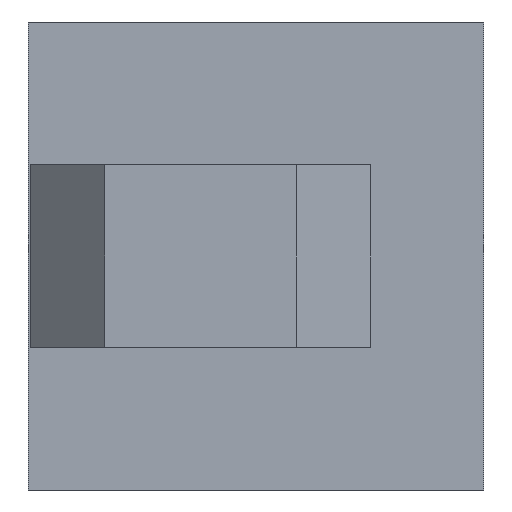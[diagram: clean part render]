
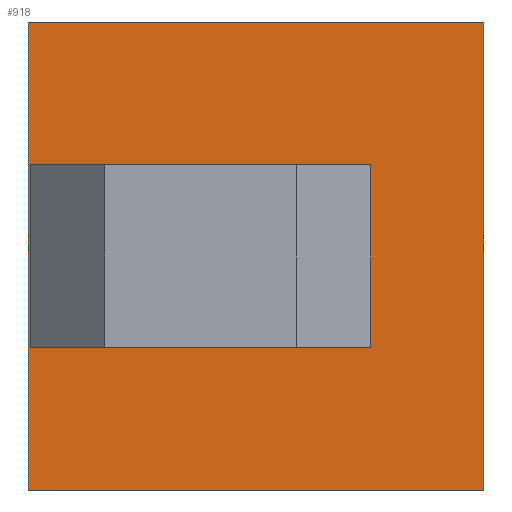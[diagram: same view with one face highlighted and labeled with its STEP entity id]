
A CAD part, left-side view. The second image highlights one B-rep face of the part: STEP entity #918.
In plain terms, the highlighted planar face has unit normal (-1, 0, 0).
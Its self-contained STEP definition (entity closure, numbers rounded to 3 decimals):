
#15 = CARTESIAN_POINT ( 'NONE',  ( 0., -2.95, 12.85 ) ) ;
#16 = EDGE_CURVE ( 'NONE', #811, #181, #1101, .T. ) ;
#30 = CARTESIAN_POINT ( 'NONE',  ( 0., -2.95, 12.85 ) ) ;
#37 = EDGE_CURVE ( 'NONE', #73, #885, #708, .T. ) ;
#63 = ORIENTED_EDGE ( 'NONE', *, *, #464, .F. ) ;
#66 = VERTEX_POINT ( 'NONE', #1041 ) ;
#69 = EDGE_CURVE ( 'NONE', #381, #430, #1216, .T. ) ;
#73 = VERTEX_POINT ( 'NONE', #624 ) ;
#108 = ORIENTED_EDGE ( 'NONE', *, *, #69, .F. ) ;
#127 = EDGE_LOOP ( 'NONE', ( #1322, #108, #737, #1033 ) ) ;
#141 = VECTOR ( 'NONE', #818, 1000. ) ;
#170 = CARTESIAN_POINT ( 'NONE',  ( 0., -7.55, 12.85 ) ) ;
#181 = VERTEX_POINT ( 'NONE', #30 ) ;
#185 = EDGE_CURVE ( 'NONE', #1003, #66, #1040, .T. ) ;
#242 = ORIENTED_EDGE ( 'NONE', *, *, #371, .F. ) ;
#265 = EDGE_CURVE ( 'NONE', #568, #811, #764, .T. ) ;
#266 = ORIENTED_EDGE ( 'NONE', *, *, #16, .F. ) ;
#275 = LINE ( 'NONE', #840, #289 ) ;
#283 = DIRECTION ( 'NONE',  ( 0., -1., 0. ) ) ;
#289 = VECTOR ( 'NONE', #412, 1000. ) ;
#293 = AXIS2_PLACEMENT_3D ( 'NONE', #387, #1106, #974 ) ;
#303 = CIRCLE ( 'NONE', #293, 3.5 ) ;
#329 = EDGE_CURVE ( 'NONE', #73, #381, #595, .T. ) ;
#334 = CARTESIAN_POINT ( 'NONE',  ( 0., -18.5, 0. ) ) ;
#362 = CARTESIAN_POINT ( 'NONE',  ( 0., -2.95, 9.65 ) ) ;
#371 = EDGE_CURVE ( 'NONE', #66, #568, #540, .T. ) ;
#380 = CARTESIAN_POINT ( 'NONE',  ( 0., -6.45, 6.15 ) ) ;
#381 = VERTEX_POINT ( 'NONE', #904 ) ;
#387 = CARTESIAN_POINT ( 'NONE',  ( 0., -6.45, 9.65 ) ) ;
#405 = EDGE_LOOP ( 'NONE', ( #242, #1087, #510, #63, #266, #1064 ) ) ;
#412 = DIRECTION ( 'NONE',  ( 0., 0., -1. ) ) ;
#430 = VERTEX_POINT ( 'NONE', #334 ) ;
#444 = CARTESIAN_POINT ( 'NONE',  ( 0., -6.45, 6.15 ) ) ;
#448 = FACE_BOUND ( 'NONE', #405, .T. ) ;
#449 = EDGE_CURVE ( 'NONE', #735, #1003, #303, .T. ) ;
#459 = DIRECTION ( 'NONE',  ( 0., -1., 0. ) ) ;
#464 = EDGE_CURVE ( 'NONE', #181, #735, #275, .T. ) ;
#486 = FACE_OUTER_BOUND ( 'NONE', #127, .T. ) ;
#510 = ORIENTED_EDGE ( 'NONE', *, *, #449, .F. ) ;
#540 = LINE ( 'NONE', #1066, #575 ) ;
#568 = VERTEX_POINT ( 'NONE', #1039 ) ;
#575 = VECTOR ( 'NONE', #585, 1000. ) ;
#585 = DIRECTION ( 'NONE',  ( 0., 0., 1. ) ) ;
#593 = VECTOR ( 'NONE', #684, 1000. ) ;
#595 = LINE ( 'NONE', #992, #593 ) ;
#618 = EDGE_CURVE ( 'NONE', #885, #430, #1320, .T. ) ;
#624 = CARTESIAN_POINT ( 'NONE',  ( 0., 0., 19. ) ) ;
#684 = DIRECTION ( 'NONE',  ( 0., -1., 0. ) ) ;
#708 = LINE ( 'NONE', #1139, #1327 ) ;
#735 = VERTEX_POINT ( 'NONE', #362 ) ;
#737 = ORIENTED_EDGE ( 'NONE', *, *, #329, .F. ) ;
#764 = CIRCLE ( 'NONE', #1042, 3.5 ) ;
#774 = CARTESIAN_POINT ( 'NONE',  ( 0., 0., 0. ) ) ;
#776 = DIRECTION ( 'NONE',  ( 0., 1., 0. ) ) ;
#807 = DIRECTION ( 'NONE',  ( 0., 0., -1. ) ) ;
#811 = VERTEX_POINT ( 'NONE', #170 ) ;
#818 = DIRECTION ( 'NONE',  ( 0., 1., 0. ) ) ;
#832 = PLANE ( 'NONE',  #1250 ) ;
#833 = DIRECTION ( 'NONE',  ( 0., -1., 0. ) ) ;
#838 = CARTESIAN_POINT ( 'NONE',  ( 0., 0., 19. ) ) ;
#840 = CARTESIAN_POINT ( 'NONE',  ( 0., -2.95, 9.65 ) ) ;
#852 = DIRECTION ( 'NONE',  ( 0., 0., -1. ) ) ;
#885 = VERTEX_POINT ( 'NONE', #1088 ) ;
#904 = CARTESIAN_POINT ( 'NONE',  ( 0., -18.5, 19. ) ) ;
#907 = CARTESIAN_POINT ( 'NONE',  ( 0., -18.5, 19. ) ) ;
#918 = ADVANCED_FACE ( 'NONE', ( #486, #448 ), #832, .F. ) ;
#952 = VECTOR ( 'NONE', #459, 1000. ) ;
#961 = DIRECTION ( 'NONE',  ( -1., 0., 0. ) ) ;
#974 = DIRECTION ( 'NONE',  ( 0., -1., 0. ) ) ;
#992 = CARTESIAN_POINT ( 'NONE',  ( 0., 0., 19. ) ) ;
#1003 = VERTEX_POINT ( 'NONE', #444 ) ;
#1033 = ORIENTED_EDGE ( 'NONE', *, *, #37, .T. ) ;
#1039 = CARTESIAN_POINT ( 'NONE',  ( 0., -11.05, 9.35 ) ) ;
#1040 = LINE ( 'NONE', #380, #952 ) ;
#1041 = CARTESIAN_POINT ( 'NONE',  ( 0., -11.05, 6.15 ) ) ;
#1042 = AXIS2_PLACEMENT_3D ( 'NONE', #1186, #961, #283 ) ;
#1052 = DIRECTION ( 'NONE',  ( 1., 0., 0. ) ) ;
#1064 = ORIENTED_EDGE ( 'NONE', *, *, #265, .F. ) ;
#1066 = CARTESIAN_POINT ( 'NONE',  ( 0., -11.05, 6.15 ) ) ;
#1087 = ORIENTED_EDGE ( 'NONE', *, *, #185, .F. ) ;
#1088 = CARTESIAN_POINT ( 'NONE',  ( 0., 0., 0. ) ) ;
#1101 = LINE ( 'NONE', #15, #141 ) ;
#1106 = DIRECTION ( 'NONE',  ( -1., 0., 0. ) ) ;
#1139 = CARTESIAN_POINT ( 'NONE',  ( 0., 0., 19. ) ) ;
#1186 = CARTESIAN_POINT ( 'NONE',  ( 0., -7.55, 9.35 ) ) ;
#1215 = VECTOR ( 'NONE', #807, 1000. ) ;
#1216 = LINE ( 'NONE', #907, #1215 ) ;
#1250 = AXIS2_PLACEMENT_3D ( 'NONE', #838, #1052, #776 ) ;
#1287 = VECTOR ( 'NONE', #833, 1000. ) ;
#1320 = LINE ( 'NONE', #774, #1287 ) ;
#1322 = ORIENTED_EDGE ( 'NONE', *, *, #618, .T. ) ;
#1327 = VECTOR ( 'NONE', #852, 1000. ) ;
